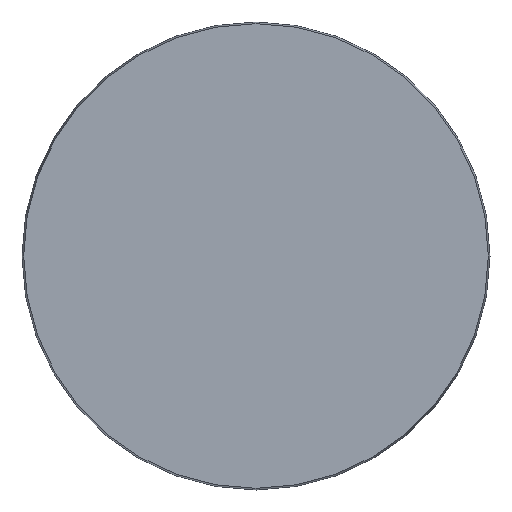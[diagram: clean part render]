
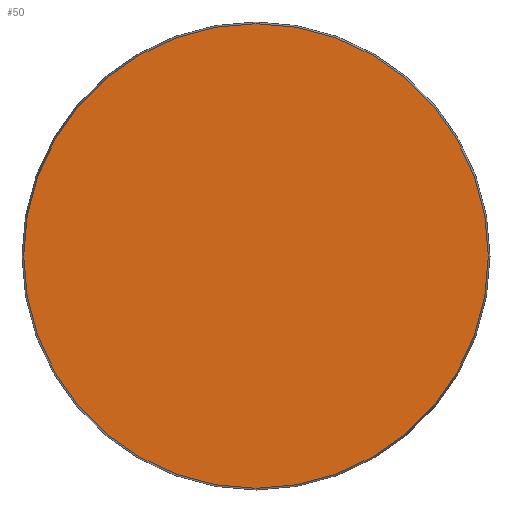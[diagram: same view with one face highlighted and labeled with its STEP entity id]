
A CAD part, front view. The second image highlights one B-rep face of the part: STEP entity #50.
In plain terms, the highlighted planar face has unit normal (0, -1, 0).
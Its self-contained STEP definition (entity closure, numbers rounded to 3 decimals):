
#50 = ADVANCED_FACE ( 'NONE', ( #547 ), #388, .F. ) ;
#165 = CARTESIAN_POINT ( 'NONE',  ( -78.425, 0., 0. ) ) ;
#170 = CARTESIAN_POINT ( 'NONE',  ( 0., 0., -78.425 ) ) ;
#212 = DIRECTION ( 'NONE',  ( 0., 1., 0. ) ) ;
#253 = VERTEX_POINT ( 'NONE', #170 ) ;
#303 = AXIS2_PLACEMENT_3D ( 'NONE', #165, #212, #336 ) ;
#324 = DIRECTION ( 'NONE',  ( 0., -1., 0. ) ) ;
#336 = DIRECTION ( 'NONE',  ( 0., 0., 1. ) ) ;
#355 = CIRCLE ( 'NONE', #479, 78.425 ) ;
#388 = PLANE ( 'NONE',  #303 ) ;
#409 = DIRECTION ( 'NONE',  ( 0., 0., -1. ) ) ;
#456 = EDGE_LOOP ( 'NONE', ( #490 ) ) ;
#479 = AXIS2_PLACEMENT_3D ( 'NONE', #531, #324, #409 ) ;
#487 = EDGE_CURVE ( 'NONE', #253, #253, #355, .T. ) ;
#490 = ORIENTED_EDGE ( 'NONE', *, *, #487, .T. ) ;
#531 = CARTESIAN_POINT ( 'NONE',  ( 0., 0., 0. ) ) ;
#547 = FACE_OUTER_BOUND ( 'NONE', #456, .T. ) ;
